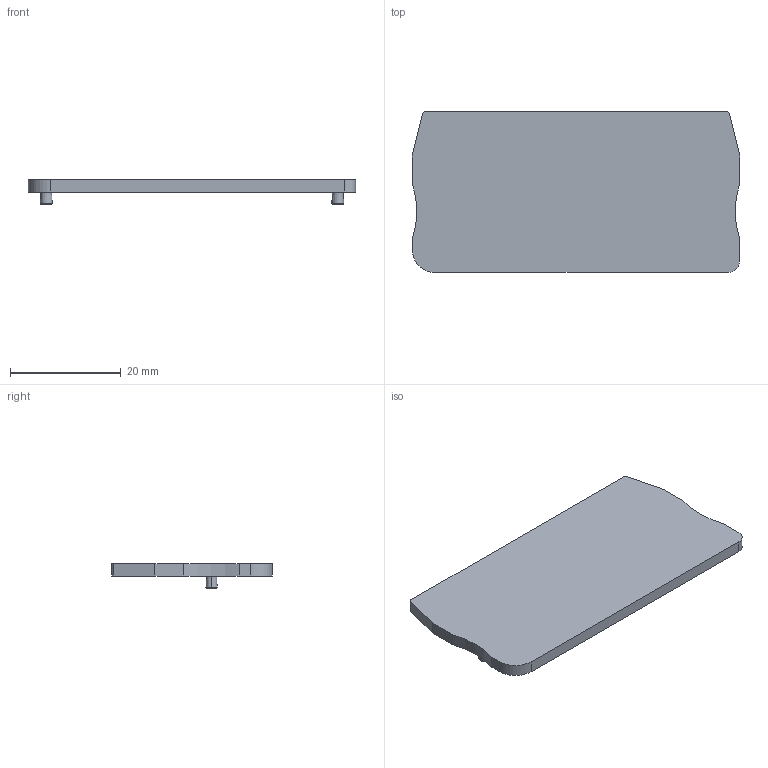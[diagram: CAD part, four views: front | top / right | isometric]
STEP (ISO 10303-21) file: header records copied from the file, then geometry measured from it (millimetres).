
FILE_DESCRIPTION((''),'2;1');
FILE_NAME('8YB750294-G','2023-12-21T',('Administrator'),(''),'PRO/ENGINEER BY PARAMETRIC TECHNOLOGY CORPORATION, 2013230','PRO/ENGINEER BY PARAMETRIC TECHNOLOGY CORPORATION, 2013230','');
FILE_SCHEMA(('CONFIG_CONTROL_DESIGN'));
Length unit declared in the file: millimetre
Products named in the file (1): 8YB750294-G
Bounding box: 59 x 29 x 4.4 mm (x, y, z)
Volume: 3712.3 mm3; surface area: 3764 mm2
Topology: 1 solids, 1 shells, 26 faces, 62 edges, 40 vertices
Faces by surface type: plane 12, cylinder 6, cone 4, torus 4
Entity records: 1013 total; most frequent: DIRECTION 142, CARTESIAN_POINT 128, ORIENTED_EDGE 124, PRESENTATION_STYLE_ASSIGNMENT 63, STYLED_ITEM 63, CURVE_STYLE 62, EDGE_CURVE 62, AXIS2_PLACEMENT_3D 54
